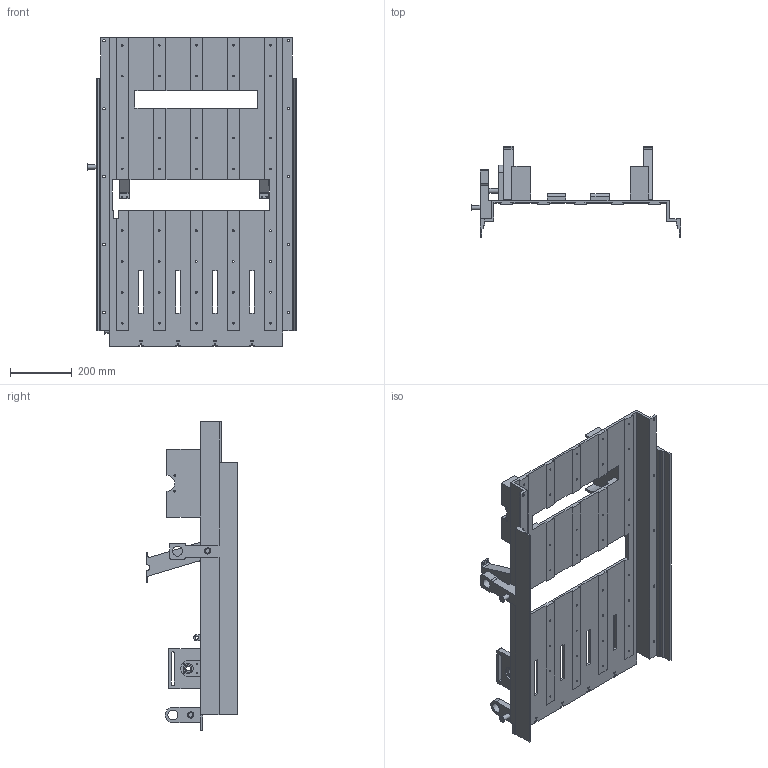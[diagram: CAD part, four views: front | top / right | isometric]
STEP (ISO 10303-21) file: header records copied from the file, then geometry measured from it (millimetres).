
FILE_DESCRIPTION( ('This file contains a STEP AP42 implementation' ,'as created by ZW3D STEP Interface translator.' ,'') ,'2;1' );
FILE_NAME( '婥啣奻裔.ipt.stp' ,'251027.114754', (''), ('ZWCAD Software Co.'), 'Version 1.0', 'ZW3D to STEP translator', '' );
FILE_SCHEMA(('AUTOMOTIVE_DESIGN { 1 0 10303 214 1 1 1 1 }'));
Length unit declared in the file: millimetre
Products named in the file (1): 0
Bounding box: 678.27 x 295.88 x 1000 mm (x, y, z)
Volume: 9669440.8 mm3; surface area: 1990921 mm2
Topology: 1 solids, 1 shells, 353 faces, 1192 edges, 860 vertices
Faces by surface type: plane 218, cylinder 135
Full cylindrical faces by diameter (mm): 3 x16, 4 x4, 5 x52, 8 x14, 10 x4, 15 x3, 20 x2, 24 x1, 32 x4
Entity records: 14157 total; most frequent: CARTESIAN_POINT 2406, ORIENTED_EDGE 2384, DIRECTION 2370, EDGE_CURVE 1192, VERTEX_POINT 860, AXIS2_PLACEMENT_3D 824, VECTOR 722, LINE 722
